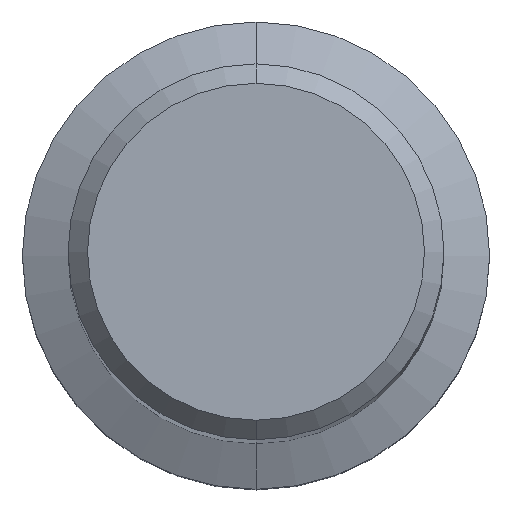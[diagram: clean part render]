
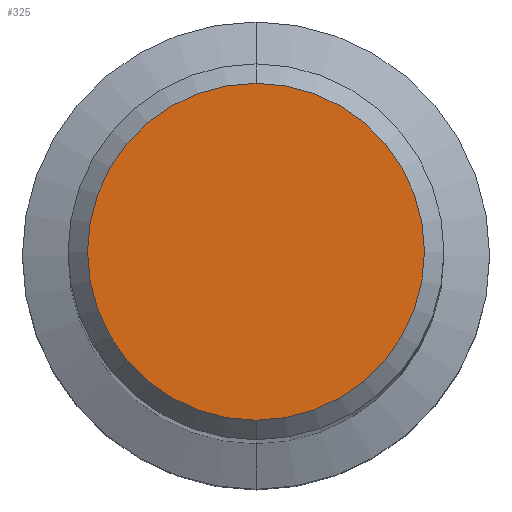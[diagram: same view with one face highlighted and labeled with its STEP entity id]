
A CAD part, top view. The second image highlights one B-rep face of the part: STEP entity #325.
In plain terms, the highlighted planar face has unit normal (0, 0, 1).
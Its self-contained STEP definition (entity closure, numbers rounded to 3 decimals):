
#237=VERTEX_POINT('',#597);
#257=EDGE_CURVE('',#237,#269,#621,.T.);
#269=VERTEX_POINT('',#634);
#325=ADVANCED_FACE('',(#694),#695,.T.);
#483=EDGE_CURVE('',#269,#237,#869,.T.);
#597=CARTESIAN_POINT('',(0.0,8.65,0.0));
#621=CIRCLE('',#1072,8.65);
#634=CARTESIAN_POINT('',(0.,-8.65,0.0));
#694=FACE_OUTER_BOUND('',#1224,.T.);
#695=PLANE('',#1225);
#869=CIRCLE('',#1612,8.65);
#1072=AXIS2_PLACEMENT_3D('',#1802,#1803,#1804);
#1224=EDGE_LOOP('',(#1875,#1876));
#1225=AXIS2_PLACEMENT_3D('',#1877,#1878,#1879);
#1612=AXIS2_PLACEMENT_3D('',#2066,#2067,#2068);
#1802=CARTESIAN_POINT('',(0.0,0.0,0.0));
#1803=DIRECTION('',(0.0,0.0,-1.0));
#1804=DIRECTION('',(0.0,1.0,0.0));
#1875=ORIENTED_EDGE('',*,*,#257,.F.);
#1876=ORIENTED_EDGE('',*,*,#483,.F.);
#1877=CARTESIAN_POINT('',(0.0,4.325,0.0));
#1878=DIRECTION('',(-0.0,0.0,1.0));
#1879=DIRECTION('',(0.0,-1.0,0.0));
#2066=CARTESIAN_POINT('',(0.0,0.0,0.0));
#2067=DIRECTION('',(0.0,0.0,-1.0));
#2068=DIRECTION('',(0.0,1.0,0.0));
